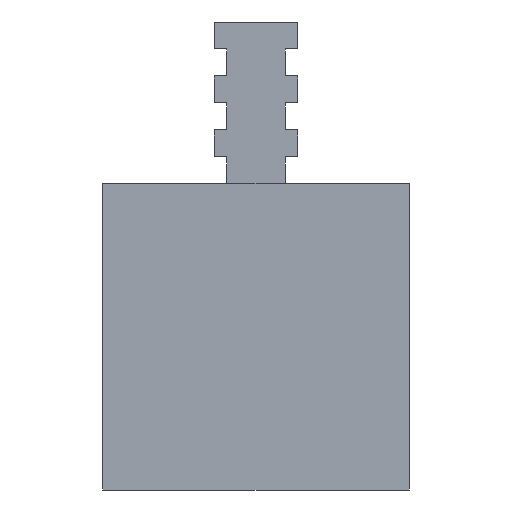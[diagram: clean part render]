
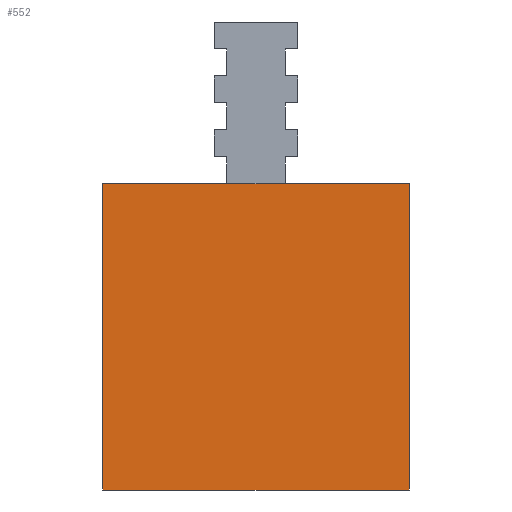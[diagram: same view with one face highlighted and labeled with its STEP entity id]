
A CAD part, left-side view. The second image highlights one B-rep face of the part: STEP entity #552.
In plain terms, the highlighted planar face has unit normal (-1, 0, 0).
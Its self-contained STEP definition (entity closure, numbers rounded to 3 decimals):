
#258=EDGE_CURVE('',#530,#590,#708,.T.);
#286=VERTEX_POINT('',#737);
#396=EDGE_CURVE('',#286,#406,#857,.T.);
#406=VERTEX_POINT('',#867);
#524=EDGE_CURVE('',#406,#590,#1000,.T.);
#530=VERTEX_POINT('',#1006);
#552=ADVANCED_FACE('',(#1029),#1030,.T.);
#566=EDGE_CURVE('',#286,#530,#1046,.T.);
#590=VERTEX_POINT('',#1073);
#708=LINE('',#1198,#1199);
#737=CARTESIAN_POINT('',(-12.5,12.5,25.0));
#857=LINE('',#1414,#1415);
#867=CARTESIAN_POINT('',(-12.5,-12.5,25.0));
#1000=LINE('',#1612,#1613);
#1006=CARTESIAN_POINT('',(-12.5,12.5,0.));
#1029=FACE_OUTER_BOUND('',#1659,.T.);
#1030=PLANE('',#1660);
#1046=LINE('',#1683,#1684);
#1073=CARTESIAN_POINT('',(-12.5,-12.5,0.));
#1198=CARTESIAN_POINT('',(-12.5,12.5,0.));
#1199=VECTOR('',#1864,1.0);
#1414=CARTESIAN_POINT('',(-12.5,12.5,25.0));
#1415=VECTOR('',#1993,1.0);
#1612=CARTESIAN_POINT('',(-12.5,-12.5,25.0));
#1613=VECTOR('',#2185,1.0);
#1659=EDGE_LOOP('',(#2206,#2207,#2208,#2209));
#1660=AXIS2_PLACEMENT_3D('',#2210,#2211,#2212);
#1683=CARTESIAN_POINT('',(-12.5,12.5,25.0));
#1684=VECTOR('',#2232,1.0);
#1864=DIRECTION('',(0.0,-1.0,0.0));
#1993=DIRECTION('',(0.0,-1.0,0.0));
#2185=DIRECTION('',(0.0,0.0,-1.0));
#2206=ORIENTED_EDGE('',*,*,#258,.T.);
#2207=ORIENTED_EDGE('',*,*,#524,.F.);
#2208=ORIENTED_EDGE('',*,*,#396,.F.);
#2209=ORIENTED_EDGE('',*,*,#566,.T.);
#2210=CARTESIAN_POINT('',(-12.5,12.5,25.0));
#2211=DIRECTION('',(-1.0,0.0,0.0));
#2212=DIRECTION('',(0.0,0.0,1.0));
#2232=DIRECTION('',(0.0,0.0,-1.0));
